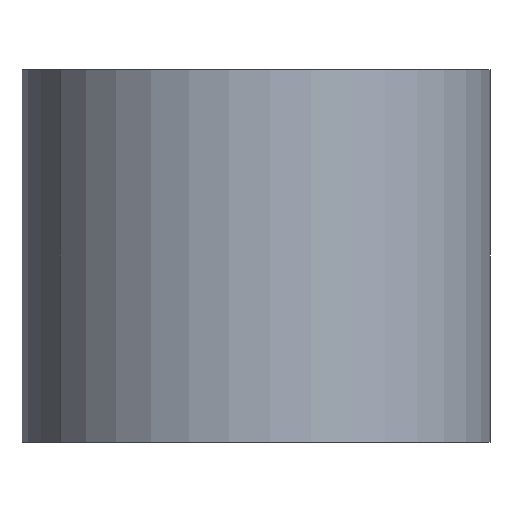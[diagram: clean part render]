
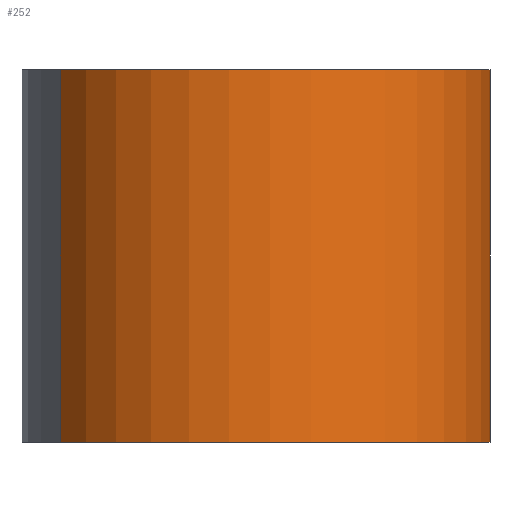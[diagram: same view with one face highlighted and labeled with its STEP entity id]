
A CAD part, front view. The second image highlights one B-rep face of the part: STEP entity #252.
In plain terms, the highlighted cylindrical face has radius 8.001 mm (diameter 16.002 mm), a partial arc.
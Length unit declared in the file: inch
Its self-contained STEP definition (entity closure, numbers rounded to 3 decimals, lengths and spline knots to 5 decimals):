
#6 = ORIENTED_EDGE ( 'NONE', *, *, #44, .T. ) ;
#21 = CARTESIAN_POINT ( 'NONE',  ( 0., 0.25, 0. ) ) ;
#24 = AXIS2_PLACEMENT_3D ( 'NONE', #36, #129, #225 ) ;
#30 = CYLINDRICAL_SURFACE ( 'NONE', #86, 0.315 ) ;
#35 = CIRCLE ( 'NONE', #24, 0.315 ) ;
#36 = CARTESIAN_POINT ( 'NONE',  ( 0., 0.25, 0. ) ) ;
#40 = DIRECTION ( 'NONE',  ( 0., -1., 0. ) ) ;
#44 = EDGE_CURVE ( 'NONE', #68, #138, #197, .T. ) ;
#48 = VECTOR ( 'NONE', #125, 39.37008 ) ;
#53 = EDGE_LOOP ( 'NONE', ( #220, #6, #144, #206 ) ) ;
#60 = DIRECTION ( 'NONE',  ( 0., 0., 1. ) ) ;
#68 = VERTEX_POINT ( 'NONE', #224 ) ;
#71 = CARTESIAN_POINT ( 'NONE',  ( 0., -0.25, -0.315 ) ) ;
#86 = AXIS2_PLACEMENT_3D ( 'NONE', #21, #40, #250 ) ;
#89 = CIRCLE ( 'NONE', #126, 0.315 ) ;
#115 = FACE_OUTER_BOUND ( 'NONE', #53, .T. ) ;
#122 = CARTESIAN_POINT ( 'NONE',  ( 0., 0.25, -0.315 ) ) ;
#125 = DIRECTION ( 'NONE',  ( 0., -1., 0. ) ) ;
#126 = AXIS2_PLACEMENT_3D ( 'NONE', #131, #231, #60 ) ;
#129 = DIRECTION ( 'NONE',  ( 0., 1., 0. ) ) ;
#131 = CARTESIAN_POINT ( 'NONE',  ( 0., -0.25, 0. ) ) ;
#138 = VERTEX_POINT ( 'NONE', #194 ) ;
#140 = CARTESIAN_POINT ( 'NONE',  ( 0., 0.25, -0.315 ) ) ;
#144 = ORIENTED_EDGE ( 'NONE', *, *, #260, .T. ) ;
#145 = VERTEX_POINT ( 'NONE', #122 ) ;
#170 = VERTEX_POINT ( 'NONE', #71 ) ;
#172 = LINE ( 'NONE', #140, #202 ) ;
#194 = CARTESIAN_POINT ( 'NONE',  ( 0., -0.25, 0.315 ) ) ;
#197 = LINE ( 'NONE', #245, #48 ) ;
#200 = EDGE_CURVE ( 'NONE', #145, #170, #172, .T. ) ;
#202 = VECTOR ( 'NONE', #240, 39.37008 ) ;
#206 = ORIENTED_EDGE ( 'NONE', *, *, #200, .F. ) ;
#220 = ORIENTED_EDGE ( 'NONE', *, *, #277, .F. ) ;
#224 = CARTESIAN_POINT ( 'NONE',  ( 0., 0.25, 0.315 ) ) ;
#225 = DIRECTION ( 'NONE',  ( 0., 0., 1. ) ) ;
#231 = DIRECTION ( 'NONE',  ( 0., 1., 0. ) ) ;
#240 = DIRECTION ( 'NONE',  ( 0., -1., 0. ) ) ;
#245 = CARTESIAN_POINT ( 'NONE',  ( 0., 0.25, 0.315 ) ) ;
#250 = DIRECTION ( 'NONE',  ( 0., 0., -1. ) ) ;
#252 = ADVANCED_FACE ( 'Face1', ( #115 ), #30, .T. ) ;
#260 = EDGE_CURVE ( 'NONE', #138, #170, #89, .T. ) ;
#277 = EDGE_CURVE ( 'NONE', #68, #145, #35, .T. ) ;
